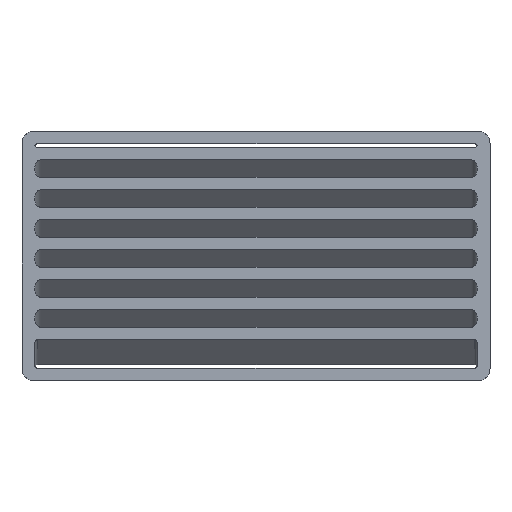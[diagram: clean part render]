
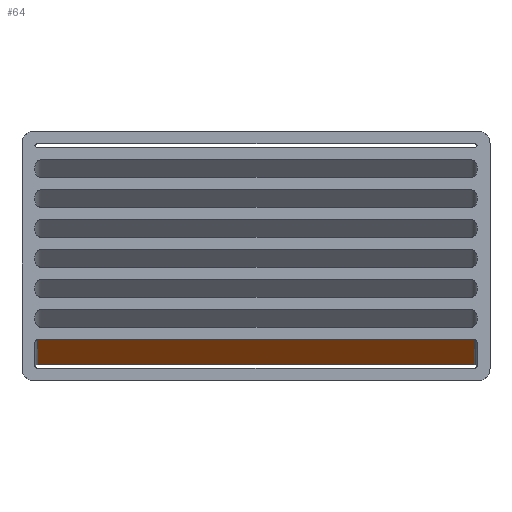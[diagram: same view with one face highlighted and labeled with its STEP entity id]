
A CAD part, top view. The second image highlights one B-rep face of the part: STEP entity #64.
In plain terms, the highlighted planar face has unit normal (0, -0.707, 0.707).
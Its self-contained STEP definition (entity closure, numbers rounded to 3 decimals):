
#64=ADVANCED_FACE('',(#279),#281,.T.);
#279=FACE_BOUND('',#280,.T.);
#280=EDGE_LOOP('',(#946,#947,#948,#949));
#281=PLANE('',#282);
#282=AXIS2_PLACEMENT_3D('',#283,#284,#285);
#283=CARTESIAN_POINT('',(-35.5,-13.4,4.));
#284=DIRECTION('',(0.,-0.707,0.707));
#285=DIRECTION('',(0.,-0.707,-0.707));
#946=ORIENTED_EDGE('',*,*,#1426,.T.);
#947=ORIENTED_EDGE('',*,*,#1302,.T.);
#948=ORIENTED_EDGE('',*,*,#1427,.T.);
#949=ORIENTED_EDGE('',*,*,#1357,.F.);
#1302=EDGE_CURVE('',#1575,#1573,#1576,.T.);
#1357=EDGE_CURVE('',#1683,#1685,#1686,.T.);
#1426=EDGE_CURVE('',#1683,#1575,#1798,.F.);
#1427=EDGE_CURVE('',#1573,#1685,#1799,.F.);
#1573=VERTEX_POINT('',#2041);
#1575=VERTEX_POINT('',#2046);
#1576=LINE('',#2047,#2048);
#1683=VERTEX_POINT('',#2296);
#1685=VERTEX_POINT('',#2301);
#1686=LINE('',#2302,#2303);
#1798=LINE('',#2578,#2579);
#1799=LINE('',#2581,#2582);
#2041=CARTESIAN_POINT('',(35.,-17.4,0.));
#2046=CARTESIAN_POINT('',(-35.,-17.4,0.));
#2047=CARTESIAN_POINT('',(-35.,-17.4,0.));
#2048=VECTOR('',#2049,1.);
#2049=DIRECTION('',(1.,0.,0.));
#2296=CARTESIAN_POINT('',(-35.,-13.4,4.));
#2301=CARTESIAN_POINT('',(35.,-13.4,4.));
#2302=CARTESIAN_POINT('',(-35.,-13.4,4.));
#2303=VECTOR('',#2304,1.);
#2304=DIRECTION('',(1.,0.,0.));
#2578=CARTESIAN_POINT('',(-35.,-17.4,0.));
#2579=VECTOR('',#2580,1.);
#2580=DIRECTION('',(0.,0.707,0.707));
#2581=CARTESIAN_POINT('',(35.,-13.4,4.));
#2582=VECTOR('',#2583,1.);
#2583=DIRECTION('',(0.,-0.707,-0.707));
